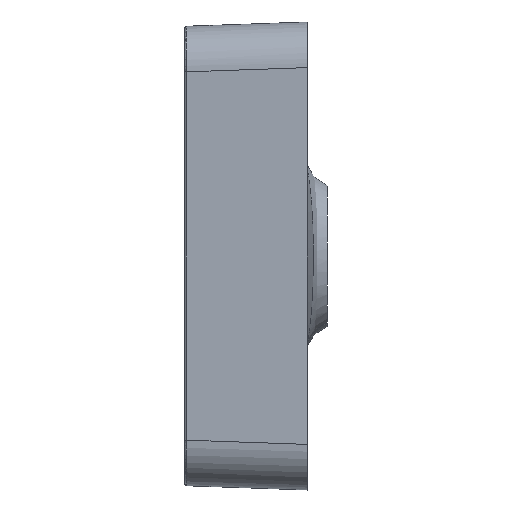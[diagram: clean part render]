
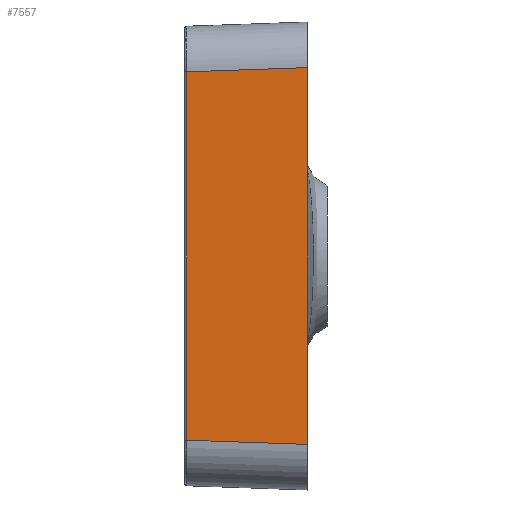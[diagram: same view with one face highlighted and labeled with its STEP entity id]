
A CAD part, left-side view. The second image highlights one B-rep face of the part: STEP entity #7557.
In plain terms, the highlighted planar face has unit normal (-0.999, 0.035, 0).
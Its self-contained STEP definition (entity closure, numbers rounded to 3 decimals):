
#231 = VERTEX_POINT ( 'NONE', #3066 ) ;
#411 = CARTESIAN_POINT ( 'NONE',  ( -246.401, 98.07, 157.424 ) ) ;
#601 = ORIENTED_EDGE ( 'NONE', *, *, #15028, .T. ) ;
#1917 = VECTOR ( 'NONE', #14601, 1000. ) ;
#3066 = CARTESIAN_POINT ( 'NONE',  ( -250., -5., 161.024 ) ) ;
#3338 = LINE ( 'NONE', #7152, #3417 ) ;
#3417 = VECTOR ( 'NONE', #7309, 1000. ) ;
#3726 = EDGE_LOOP ( 'NONE', ( #13221, #14034, #601, #6451 ) ) ;
#4302 = EDGE_CURVE ( 'NONE', #7532, #231, #3338, .T. ) ;
#4740 = LINE ( 'NONE', #9674, #1917 ) ;
#5428 = DIRECTION ( 'NONE',  ( 0., 0., -1. ) ) ;
#6451 = ORIENTED_EDGE ( 'NONE', *, *, #4302, .T. ) ;
#7152 = CARTESIAN_POINT ( 'NONE',  ( -250., -5., -200. ) ) ;
#7176 = CARTESIAN_POINT ( 'NONE',  ( -250., -5., -200. ) ) ;
#7309 = DIRECTION ( 'NONE',  ( 0., 0., 1. ) ) ;
#7323 = AXIS2_PLACEMENT_3D ( 'NONE', #7176, #15728, #15806 ) ;
#7532 = VERTEX_POINT ( 'NONE', #9590 ) ;
#7557 = ADVANCED_FACE ( 'NONE', ( #13378 ), #9832, .T. ) ;
#8243 = LINE ( 'NONE', #13250, #15870 ) ;
#8248 = LINE ( 'NONE', #10440, #15884 ) ;
#9465 = VERTEX_POINT ( 'NONE', #11422 ) ;
#9590 = CARTESIAN_POINT ( 'NONE',  ( -250., -5., -161.024 ) ) ;
#9674 = CARTESIAN_POINT ( 'NONE',  ( -249.561, 7.577, 160.585 ) ) ;
#9832 = PLANE ( 'NONE',  #7323 ) ;
#10440 = CARTESIAN_POINT ( 'NONE',  ( -246.401, 98.07, -157.357 ) ) ;
#10861 = EDGE_CURVE ( 'NONE', #231, #14791, #4740, .T. ) ;
#11422 = CARTESIAN_POINT ( 'NONE',  ( -246.401, 98.07, -157.424 ) ) ;
#13221 = ORIENTED_EDGE ( 'NONE', *, *, #10861, .T. ) ;
#13250 = CARTESIAN_POINT ( 'NONE',  ( -250.047, -6.358, -161.071 ) ) ;
#13378 = FACE_OUTER_BOUND ( 'NONE', #3726, .T. ) ;
#14034 = ORIENTED_EDGE ( 'NONE', *, *, #15745, .T. ) ;
#14601 = DIRECTION ( 'NONE',  ( 0.035, 0.999, -0.035 ) ) ;
#14791 = VERTEX_POINT ( 'NONE', #411 ) ;
#15028 = EDGE_CURVE ( 'NONE', #9465, #7532, #8243, .T. ) ;
#15728 = DIRECTION ( 'NONE',  ( -0.999, 0.035, 0. ) ) ;
#15745 = EDGE_CURVE ( 'NONE', #14791, #9465, #8248, .T. ) ;
#15806 = DIRECTION ( 'NONE',  ( 0.035, 0.999, 0. ) ) ;
#15834 = DIRECTION ( 'NONE',  ( -0.035, -0.999, -0.035 ) ) ;
#15870 = VECTOR ( 'NONE', #15834, 1000. ) ;
#15884 = VECTOR ( 'NONE', #5428, 1000. ) ;
